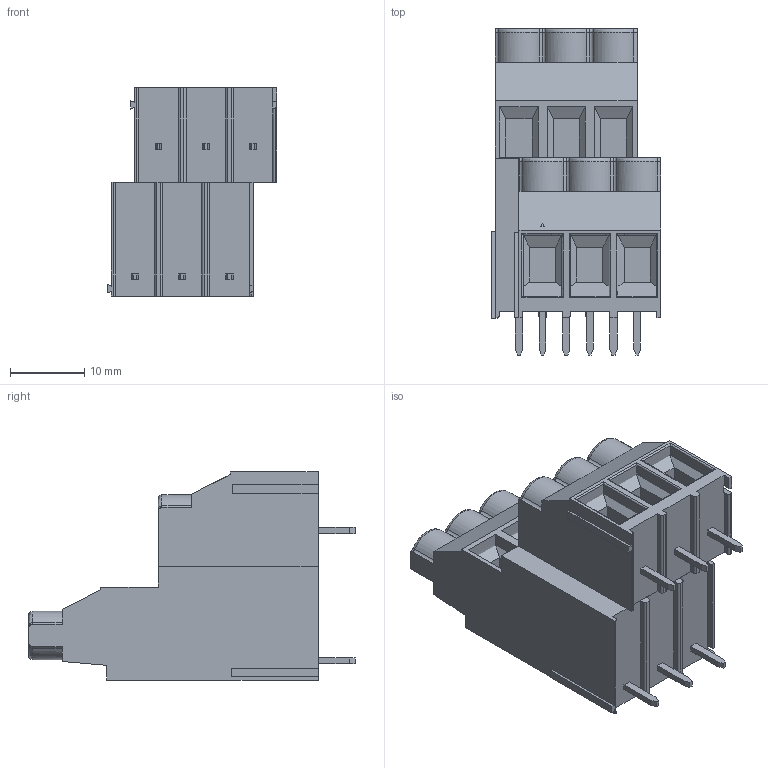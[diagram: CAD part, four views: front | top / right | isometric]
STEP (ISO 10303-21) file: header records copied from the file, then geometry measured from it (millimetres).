
FILE_DESCRIPTION (( 'STEP AP214' ), '1' );
FILE_NAME ('DG636A-6.35-06P-14-00AH.STEP', '2021-01-16T23:49:50', ( '' ), ( '' ), 'SwSTEP 2.0', 'SolidWorks 2020', '' );
FILE_SCHEMA (( 'AUTOMOTIVE_DESIGN' ));
Length unit declared in the file: millimetre
Products named in the file (3): DG636A-6.35-06P-14-00AH; DG636HSubA-6.35_6.35-03P; DG636SubA-6.35_6.35-03P
Assembly tree (2 placements, depth 2):
  DG636A-6.35-06P-14-00AH
    DG636HSubA-6.35_6.35-03P
    DG636SubA-6.35_6.35-03P
Bounding box: 22.77 x 43.9 x 28 mm (x, y, z)
Volume: 11569.5 mm3; surface area: 7460.3 mm2
Topology: 2 solids, 2 shells, 741 faces, 2025 edges, 1346 vertices
Faces by surface type: plane 399, bspline 240, cylinder 84, torus 18
Entity records: 39765 total; most frequent: CARTESIAN_POINT 18059, ORIENTED_EDGE 4050, DIRECTION 2643, EDGE_CURVE 2025, VERTEX_POINT 1346, VECTOR 1245, LINE 1245, EDGE_LOOP 799
